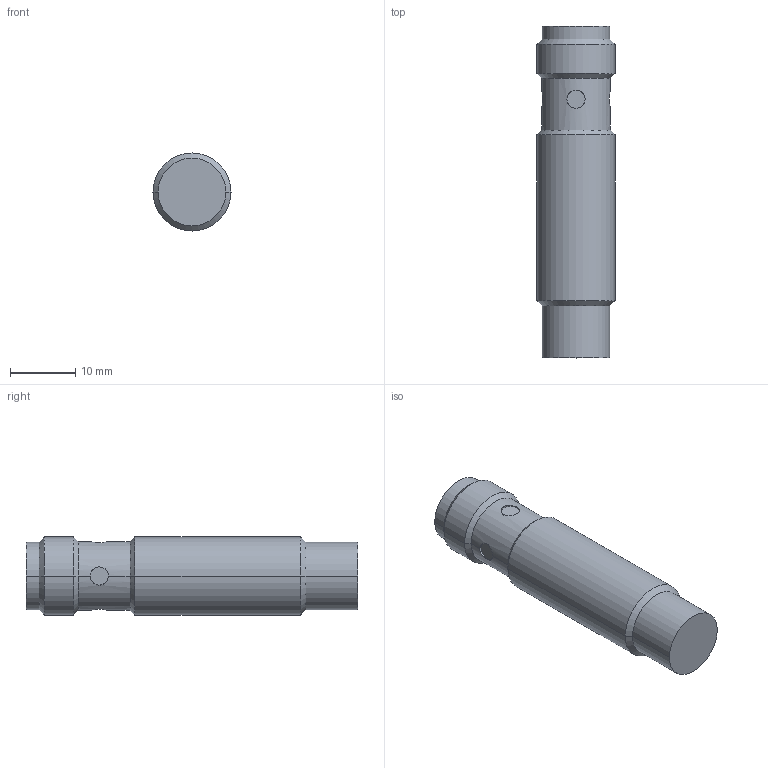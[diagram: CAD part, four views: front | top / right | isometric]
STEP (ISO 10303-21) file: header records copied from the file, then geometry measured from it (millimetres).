
FILE_DESCRIPTION((''),'2;1');
FILE_NAME('DM_CAD-2597','2017-06-08T',('creinig-se'),(''),'PRO/ENGINEER BY PARAMETRIC TECHNOLOGY CORPORATION, 2015440','PRO/ENGINEER BY PARAMETRIC TECHNOLOGY CORPORATION, 2015440','');
FILE_SCHEMA(('CONFIG_CONTROL_DESIGN'));
Length unit declared in the file: millimetre
Products named in the file (1): DM_CAD-2597
Bounding box: 12 x 51 x 12 mm (x, y, z)
Volume: 4708.7 mm3; surface area: 2434.1 mm2
Topology: 1 solids, 1 shells, 56 faces, 181 edges, 138 vertices
Faces by surface type: cylinder 29, plane 11, cone 8, sphere 8
Entity records: 3000 total; most frequent: CARTESIAN_POINT 476, DIRECTION 339, ORIENTED_EDGE 228, PRESENTATION_STYLE_ASSIGNMENT 216, STYLED_ITEM 186, CURVE_STYLE 179, AXIS2_PLACEMENT_3D 125, EDGE_CURVE 114
